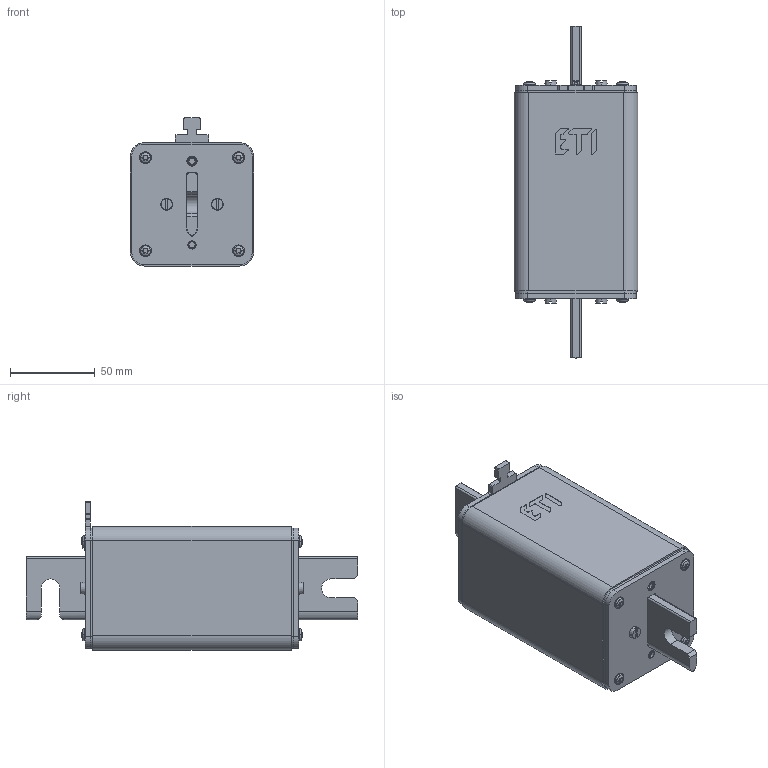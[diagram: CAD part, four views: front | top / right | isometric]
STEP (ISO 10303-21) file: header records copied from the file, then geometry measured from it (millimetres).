
FILE_DESCRIPTION((''),'2;1');
FILE_NAME('3LS_1500V_NUL_ASM_4_ASM','2021-10-11T',('marketing.praksa'),('Audax d.o.o.'),'CREO PARAMETRIC BY PTC INC, 2017480','CREO PARAMETRIC BY PTC INC, 2017480','');
FILE_SCHEMA(('AUTOMOTIVE_DESIGN { 1 0 10303 214 1 1 1 1 }'));
Length unit declared in the file: millimetre
Products named in the file (16): 0000037322_2_1_2_3; 0000045934_2; 0000019000_AF0_2; 0000020139_AF0_4; 0000047205_ASM_2_1_ASM; 0000019000_AF1_2; 0000020161_AF0_4; 0000047204_ASM_2_1_2_ASM; 0000045921_2; 0000011586_2; 0000011580_2; 0000011599_2; 0000037876_2; 0000043213_2; 0000046026_1_1_2_3_4; 3LS_1500V_NUL_ASM_4_ASM
Assembly tree (28 placements, depth 3):
  3LS_1500V_NUL_ASM_4_ASM
    0000037322_2_1_2_3
    0000045934_2  x2
    0000047205_ASM_2_1_ASM
      0000019000_AF0_2
      0000020139_AF0_4
    0000047204_ASM_2_1_2_ASM
      0000019000_AF1_2
      0000020161_AF0_4
    0000045921_2
    0000011586_2
    0000011580_2
    0000011599_2  x3
    0000037876_2  x4
    0000043213_2  x8
    0000046026_1_1_2_3_4
Bounding box: 73 x 196 x 87.5 mm (x, y, z)
Volume: 686863.7 mm3; surface area: 108142.5 mm2
Topology: 26 solids, 42 shells, 1163 faces, 3196 edges, 2082 vertices
Faces by surface type: cylinder 576, plane 270, bspline 123, cone 96, torus 66, sphere 16, extrusion 16
Entity records: 31769 total; most frequent: CARTESIAN_POINT 7977, DIRECTION 3370, ORIENTED_EDGE 3070, EDGE_CURVE 1561, AXIS2_PLACEMENT_3D 1296, VERTEX_POINT 1026, PRESENTATION_STYLE_ASSIGNMENT 1021, STYLED_ITEM 970
